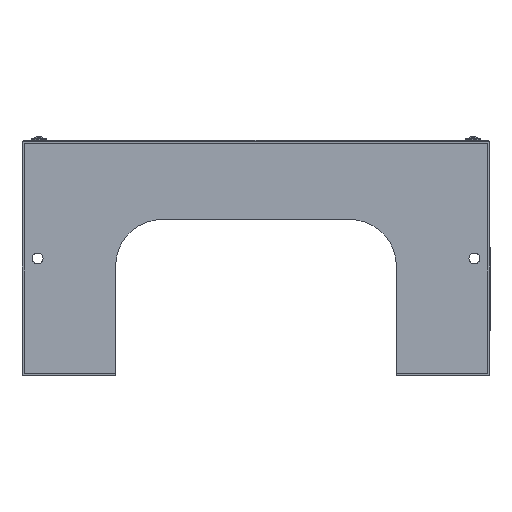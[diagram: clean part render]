
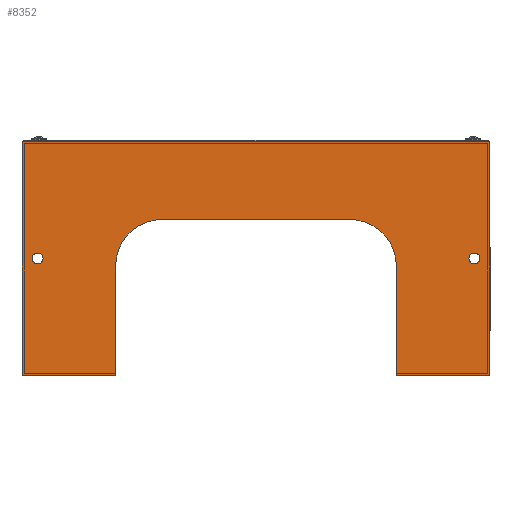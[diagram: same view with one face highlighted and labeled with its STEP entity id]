
A CAD part, front view. The second image highlights one B-rep face of the part: STEP entity #8352.
In plain terms, the highlighted planar face has unit normal (0, -1, 0).
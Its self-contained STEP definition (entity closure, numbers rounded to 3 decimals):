
#51 = VERTEX_POINT ( 'NONE', #1242 ) ;
#55 = CIRCLE ( 'NONE', #7519, 30. ) ;
#95 = ORIENTED_EDGE ( 'NONE', *, *, #2552, .F. ) ;
#98 = CARTESIAN_POINT ( 'NONE',  ( -60., 0., 25. ) ) ;
#325 = VERTEX_POINT ( 'NONE', #10664 ) ;
#393 = VERTEX_POINT ( 'NONE', #8588 ) ;
#417 = VERTEX_POINT ( 'NONE', #6904 ) ;
#665 = ORIENTED_EDGE ( 'NONE', *, *, #3436, .T. ) ;
#796 = ORIENTED_EDGE ( 'NONE', *, *, #4598, .F. ) ;
#833 = AXIS2_PLACEMENT_3D ( 'NONE', #8403, #4829, #4866 ) ;
#862 = EDGE_CURVE ( 'NONE', #4126, #10430, #1749, .T. ) ;
#950 = DIRECTION ( 'NONE',  ( 0., -1., 0. ) ) ;
#1224 = ORIENTED_EDGE ( 'NONE', *, *, #8782, .F. ) ;
#1242 = CARTESIAN_POINT ( 'NONE',  ( 90., 0., -5. ) ) ;
#1268 = CARTESIAN_POINT ( 'NONE',  ( -150., 0., -75. ) ) ;
#1526 = DIRECTION ( 'NONE',  ( 0., 0., -1. ) ) ;
#1588 = VECTOR ( 'NONE', #5126, 1000. ) ;
#1749 = LINE ( 'NONE', #4280, #8334 ) ;
#1777 = DIRECTION ( 'NONE',  ( 1., 0., 0. ) ) ;
#1795 = VECTOR ( 'NONE', #1526, 1000. ) ;
#1968 = DIRECTION ( 'NONE',  ( 0., 0., 1. ) ) ;
#1981 = VERTEX_POINT ( 'NONE', #3263 ) ;
#2023 = CARTESIAN_POINT ( 'NONE',  ( -90., 0., -5. ) ) ;
#2048 = ORIENTED_EDGE ( 'NONE', *, *, #3233, .T. ) ;
#2109 = DIRECTION ( 'NONE',  ( 0., 1., 0. ) ) ;
#2172 = FACE_BOUND ( 'NONE', #11098, .T. ) ;
#2267 = LINE ( 'NONE', #5255, #7359 ) ;
#2327 = CARTESIAN_POINT ( 'NONE',  ( -140., 0., 0. ) ) ;
#2508 = CARTESIAN_POINT ( 'NONE',  ( -150., 0., 75. ) ) ;
#2544 = AXIS2_PLACEMENT_3D ( 'NONE', #2327, #8498, #9441 ) ;
#2552 = EDGE_CURVE ( 'NONE', #3158, #417, #10313, .T. ) ;
#2564 = EDGE_CURVE ( 'NONE', #3112, #1981, #4968, .T. ) ;
#2778 = ORIENTED_EDGE ( 'NONE', *, *, #862, .F. ) ;
#2833 = FACE_BOUND ( 'NONE', #4451, .T. ) ;
#2976 = CARTESIAN_POINT ( 'NONE',  ( -90., 0., -75. ) ) ;
#3052 = CIRCLE ( 'NONE', #4637, 30. ) ;
#3112 = VERTEX_POINT ( 'NONE', #9021 ) ;
#3158 = VERTEX_POINT ( 'NONE', #6484 ) ;
#3186 = CARTESIAN_POINT ( 'NONE',  ( -150., 0., -75. ) ) ;
#3233 = EDGE_CURVE ( 'NONE', #325, #6175, #9733, .T. ) ;
#3263 = CARTESIAN_POINT ( 'NONE',  ( 140., 0., 3.5 ) ) ;
#3324 = CARTESIAN_POINT ( 'NONE',  ( 140., 0., 0. ) ) ;
#3397 = FACE_OUTER_BOUND ( 'NONE', #7741, .T. ) ;
#3436 = EDGE_CURVE ( 'NONE', #51, #393, #4123, .T. ) ;
#3625 = LINE ( 'NONE', #6981, #8587 ) ;
#3866 = AXIS2_PLACEMENT_3D ( 'NONE', #4048, #5826, #7885 ) ;
#4048 = CARTESIAN_POINT ( 'NONE',  ( -140., 0., 0. ) ) ;
#4123 = LINE ( 'NONE', #5982, #1795 ) ;
#4126 = VERTEX_POINT ( 'NONE', #1268 ) ;
#4280 = CARTESIAN_POINT ( 'NONE',  ( -150., 0., -75. ) ) ;
#4319 = DIRECTION ( 'NONE',  ( 0., 0., 1. ) ) ;
#4321 = EDGE_CURVE ( 'NONE', #11189, #393, #7361, .T. ) ;
#4384 = EDGE_CURVE ( 'NONE', #6154, #5988, #3625, .T. ) ;
#4451 = EDGE_LOOP ( 'NONE', ( #8148, #10691 ) ) ;
#4520 = DIRECTION ( 'NONE',  ( 0., 1., 0. ) ) ;
#4598 = EDGE_CURVE ( 'NONE', #325, #4126, #7625, .T. ) ;
#4637 = AXIS2_PLACEMENT_3D ( 'NONE', #5326, #4520, #1968 ) ;
#4650 = DIRECTION ( 'NONE',  ( 0., 0., 1. ) ) ;
#4794 = ORIENTED_EDGE ( 'NONE', *, *, #6632, .F. ) ;
#4801 = VECTOR ( 'NONE', #4650, 1000. ) ;
#4829 = DIRECTION ( 'NONE',  ( 0., 1., 0. ) ) ;
#4842 = EDGE_CURVE ( 'NONE', #1981, #3112, #10478, .T. ) ;
#4866 = DIRECTION ( 'NONE',  ( 0., 0., 1. ) ) ;
#4968 = CIRCLE ( 'NONE', #7648, 3.5 ) ;
#5078 = DIRECTION ( 'NONE',  ( 0., 0., -1. ) ) ;
#5126 = DIRECTION ( 'NONE',  ( -1., 0., 0. ) ) ;
#5255 = CARTESIAN_POINT ( 'NONE',  ( -150., 0., 75. ) ) ;
#5283 = VECTOR ( 'NONE', #6888, 1000. ) ;
#5326 = CARTESIAN_POINT ( 'NONE',  ( -60., 0., -5. ) ) ;
#5657 = EDGE_CURVE ( 'NONE', #6175, #6154, #3052, .T. ) ;
#5681 = CARTESIAN_POINT ( 'NONE',  ( 60., 0., -5. ) ) ;
#5826 = DIRECTION ( 'NONE',  ( 0., -1., 0. ) ) ;
#5982 = CARTESIAN_POINT ( 'NONE',  ( 90., 0., -75. ) ) ;
#5988 = VERTEX_POINT ( 'NONE', #8405 ) ;
#6154 = VERTEX_POINT ( 'NONE', #98 ) ;
#6175 = VERTEX_POINT ( 'NONE', #2023 ) ;
#6221 = CARTESIAN_POINT ( 'NONE',  ( 140., 0., 0. ) ) ;
#6248 = CARTESIAN_POINT ( 'NONE',  ( 150., 0., -75. ) ) ;
#6484 = CARTESIAN_POINT ( 'NONE',  ( -140., 0., -3.5 ) ) ;
#6620 = PLANE ( 'NONE',  #833 ) ;
#6632 = EDGE_CURVE ( 'NONE', #10430, #8241, #2267, .T. ) ;
#6663 = ORIENTED_EDGE ( 'NONE', *, *, #4321, .F. ) ;
#6888 = DIRECTION ( 'NONE',  ( 0., 0., -1. ) ) ;
#6904 = CARTESIAN_POINT ( 'NONE',  ( -140., 0., 3.5 ) ) ;
#6940 = DIRECTION ( 'NONE',  ( 0., -1., 0. ) ) ;
#6981 = CARTESIAN_POINT ( 'NONE',  ( -90., 0., 25. ) ) ;
#7033 = ORIENTED_EDGE ( 'NONE', *, *, #10774, .T. ) ;
#7062 = VECTOR ( 'NONE', #7836, 1000. ) ;
#7106 = DIRECTION ( 'NONE',  ( 0., 0., -1. ) ) ;
#7359 = VECTOR ( 'NONE', #1777, 1000. ) ;
#7361 = LINE ( 'NONE', #3186, #1588 ) ;
#7430 = ORIENTED_EDGE ( 'NONE', *, *, #9440, .F. ) ;
#7495 = DIRECTION ( 'NONE',  ( 0., 0., 1. ) ) ;
#7519 = AXIS2_PLACEMENT_3D ( 'NONE', #5681, #2109, #7495 ) ;
#7625 = LINE ( 'NONE', #8777, #7062 ) ;
#7645 = LINE ( 'NONE', #8680, #5283 ) ;
#7648 = AXIS2_PLACEMENT_3D ( 'NONE', #3324, #6940, #5078 ) ;
#7741 = EDGE_LOOP ( 'NONE', ( #2048, #7881, #10955, #7033, #665, #6663, #7430, #4794, #2778, #796 ) ) ;
#7824 = DIRECTION ( 'NONE',  ( 1., 0., 0. ) ) ;
#7836 = DIRECTION ( 'NONE',  ( -1., 0., 0. ) ) ;
#7881 = ORIENTED_EDGE ( 'NONE', *, *, #5657, .T. ) ;
#7885 = DIRECTION ( 'NONE',  ( 0., 0., -1. ) ) ;
#8148 = ORIENTED_EDGE ( 'NONE', *, *, #2564, .F. ) ;
#8241 = VERTEX_POINT ( 'NONE', #8252 ) ;
#8252 = CARTESIAN_POINT ( 'NONE',  ( 150., 0., 75. ) ) ;
#8334 = VECTOR ( 'NONE', #4319, 1000. ) ;
#8352 = ADVANCED_FACE ( 'NONE', ( #3397, #2833, #2172 ), #6620, .F. ) ;
#8403 = CARTESIAN_POINT ( 'NONE',  ( 0., 0., 0. ) ) ;
#8405 = CARTESIAN_POINT ( 'NONE',  ( 60., 0., 25. ) ) ;
#8498 = DIRECTION ( 'NONE',  ( 0., -1., 0. ) ) ;
#8587 = VECTOR ( 'NONE', #7824, 1000. ) ;
#8588 = CARTESIAN_POINT ( 'NONE',  ( 90., 0., -75. ) ) ;
#8680 = CARTESIAN_POINT ( 'NONE',  ( 150., 0., -75. ) ) ;
#8777 = CARTESIAN_POINT ( 'NONE',  ( -150., 0., -75. ) ) ;
#8782 = EDGE_CURVE ( 'NONE', #417, #3158, #11058, .T. ) ;
#9021 = CARTESIAN_POINT ( 'NONE',  ( 140., 0., -3.5 ) ) ;
#9440 = EDGE_CURVE ( 'NONE', #8241, #11189, #7645, .T. ) ;
#9441 = DIRECTION ( 'NONE',  ( 0., 0., -1. ) ) ;
#9733 = LINE ( 'NONE', #2976, #4801 ) ;
#10313 = CIRCLE ( 'NONE', #3866, 3.5 ) ;
#10430 = VERTEX_POINT ( 'NONE', #2508 ) ;
#10478 = CIRCLE ( 'NONE', #10794, 3.5 ) ;
#10664 = CARTESIAN_POINT ( 'NONE',  ( -90., 0., -75. ) ) ;
#10691 = ORIENTED_EDGE ( 'NONE', *, *, #4842, .F. ) ;
#10774 = EDGE_CURVE ( 'NONE', #5988, #51, #55, .T. ) ;
#10794 = AXIS2_PLACEMENT_3D ( 'NONE', #6221, #950, #7106 ) ;
#10955 = ORIENTED_EDGE ( 'NONE', *, *, #4384, .T. ) ;
#11058 = CIRCLE ( 'NONE', #2544, 3.5 ) ;
#11098 = EDGE_LOOP ( 'NONE', ( #95, #1224 ) ) ;
#11189 = VERTEX_POINT ( 'NONE', #6248 ) ;
